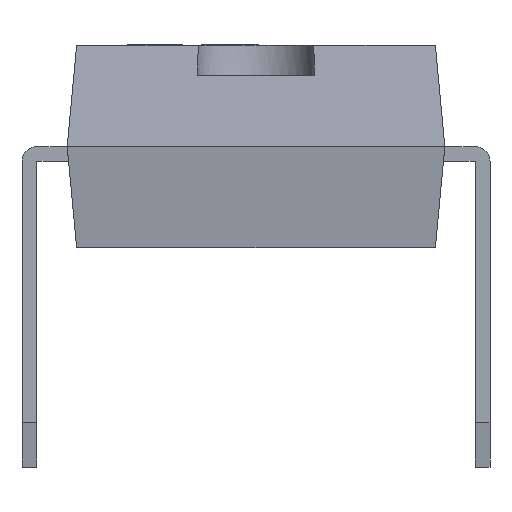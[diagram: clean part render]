
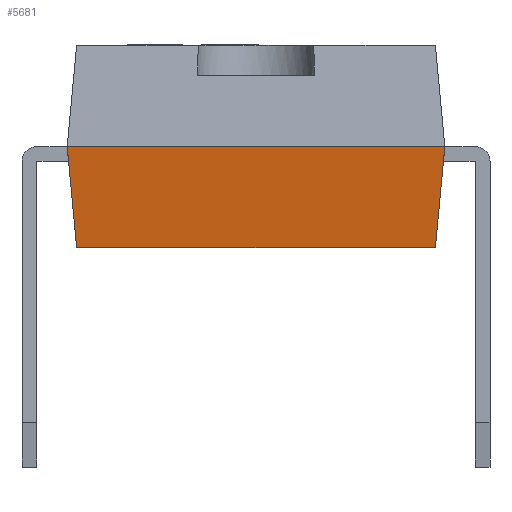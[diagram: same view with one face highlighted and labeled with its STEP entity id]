
A CAD part, front view. The second image highlights one B-rep face of the part: STEP entity #5681.
In plain terms, the highlighted free-form (B-spline) face has degree [1, 1] with [2, 2] control points.
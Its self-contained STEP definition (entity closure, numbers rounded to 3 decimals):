
#1359 = VERTEX_POINT('',#1360);
#1360 = CARTESIAN_POINT('',(-3.175,-4.795,2.21));
#1508 = VERTEX_POINT('',#1509);
#1509 = CARTESIAN_POINT('',(3.175,-4.795,2.21));
#1514 = EDGE_CURVE('',#1359,#1508,#1515,.T.);
#1515 = LINE('',#1516,#1517);
#1516 = CARTESIAN_POINT('',(-3.175,-4.795,2.21));
#1517 = VECTOR('',#1518,1.);
#1518 = DIRECTION('',(1.,0.,0.));
#5517 = EDGE_CURVE('',#1359,#5518,#5520,.T.);
#5518 = VERTEX_POINT('',#5519);
#5519 = CARTESIAN_POINT('',(-3.016,-4.555,0.51));
#5520 = B_SPLINE_CURVE_WITH_KNOTS('',1,(#5521,#5522),.UNSPECIFIED.,.F.,
  .F.,(2,2),(0.,1.),.PIECEWISE_BEZIER_KNOTS.);
#5521 = CARTESIAN_POINT('',(-3.175,-4.795,2.21));
#5522 = CARTESIAN_POINT('',(-3.016,-4.555,0.51));
#5681 = ADVANCED_FACE('',(#5682),#5699,.F.);
#5682 = FACE_BOUND('',#5683,.F.);
#5683 = EDGE_LOOP('',(#5684,#5685,#5692,#5698));
#5684 = ORIENTED_EDGE('',*,*,#1514,.T.);
#5685 = ORIENTED_EDGE('',*,*,#5686,.T.);
#5686 = EDGE_CURVE('',#1508,#5687,#5689,.T.);
#5687 = VERTEX_POINT('',#5688);
#5688 = CARTESIAN_POINT('',(3.016,-4.555,0.51));
#5689 = B_SPLINE_CURVE_WITH_KNOTS('',1,(#5690,#5691),.UNSPECIFIED.,.F.,
  .F.,(2,2),(0.,1.),.PIECEWISE_BEZIER_KNOTS.);
#5690 = CARTESIAN_POINT('',(3.175,-4.795,2.21));
#5691 = CARTESIAN_POINT('',(3.016,-4.555,0.51));
#5692 = ORIENTED_EDGE('',*,*,#5693,.F.);
#5693 = EDGE_CURVE('',#5518,#5687,#5694,.T.);
#5694 = LINE('',#5695,#5696);
#5695 = CARTESIAN_POINT('',(-3.016,-4.555,0.51));
#5696 = VECTOR('',#5697,1.);
#5697 = DIRECTION('',(1.,0.,0.));
#5698 = ORIENTED_EDGE('',*,*,#5517,.F.);
#5699 = B_SPLINE_SURFACE_WITH_KNOTS('',1,1,(
    (#5700,#5701)
    ,(#5702,#5703
    )),.UNSPECIFIED.,.F.,.F.,.F.,(2,2),(2,2),(0.,6.35),(0.,1.),
  .PIECEWISE_BEZIER_KNOTS.);
#5700 = CARTESIAN_POINT('',(-3.175,-4.795,2.21));
#5701 = CARTESIAN_POINT('',(-3.016,-4.555,0.51));
#5702 = CARTESIAN_POINT('',(3.175,-4.795,2.21));
#5703 = CARTESIAN_POINT('',(3.016,-4.555,0.51));
